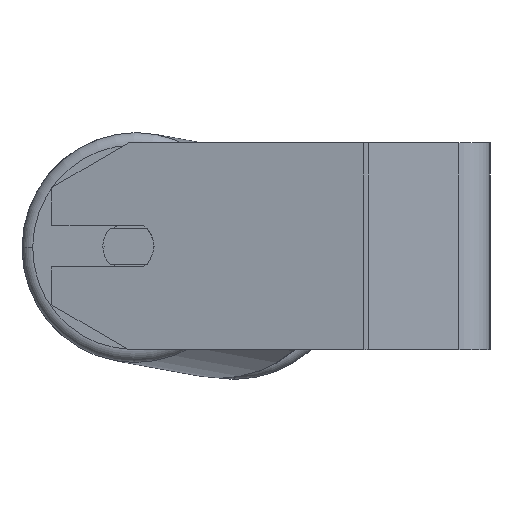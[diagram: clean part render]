
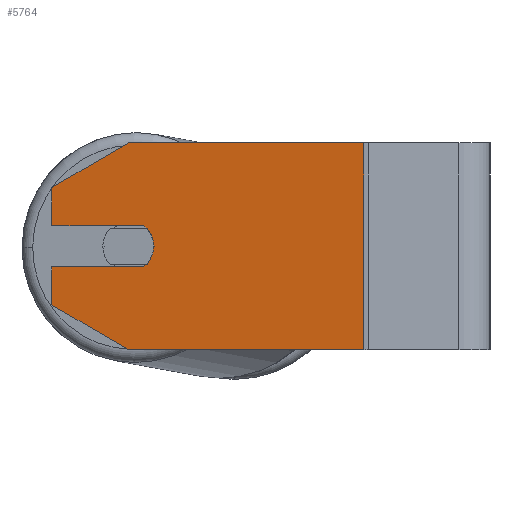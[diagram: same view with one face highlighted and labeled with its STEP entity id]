
A CAD part, left-side view. The second image highlights one B-rep face of the part: STEP entity #5764.
In plain terms, the highlighted planar face has unit normal (-0.985, 0.174, 0).
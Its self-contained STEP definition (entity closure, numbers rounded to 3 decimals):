
#5 = EDGE_CURVE ( 'NONE', #6879, #8577, #3314, .T. ) ;
#107 = CARTESIAN_POINT ( 'NONE',  ( -344.803, 134.065, -8. ) ) ;
#325 = CARTESIAN_POINT ( 'NONE',  ( -343.761, 139.974, 0. ) ) ;
#327 = CARTESIAN_POINT ( 'NONE',  ( -344.803, 134.065, 8. ) ) ;
#426 = ORIENTED_EDGE ( 'NONE', *, *, #6002, .F. ) ;
#699 = EDGE_CURVE ( 'NONE', #6285, #6722, #1102, .T. ) ;
#843 = VERTEX_POINT ( 'NONE', #3476 ) ;
#1102 = LINE ( 'NONE', #6522, #6007 ) ;
#1293 = EDGE_CURVE ( 'NONE', #6546, #7820, #4833, .T. ) ;
#1348 = ORIENTED_EDGE ( 'NONE', *, *, #5, .T. ) ;
#1493 = EDGE_LOOP ( 'NONE', ( #426, #2331, #4780, #1348, #3536, #5198, #3167, #1689, #5076, #2654, #6020 ) ) ;
#1689 = ORIENTED_EDGE ( 'NONE', *, *, #2864, .T. ) ;
#1721 = FACE_OUTER_BOUND ( 'NONE', #1493, .T. ) ;
#1912 = VECTOR ( 'NONE', #4298, 1000. ) ;
#2014 = DIRECTION ( 'NONE',  ( -0.174, -0.985, 0. ) ) ;
#2321 = DIRECTION ( 'NONE',  ( -0.174, -0.985, 0. ) ) ;
#2331 = ORIENTED_EDGE ( 'NONE', *, *, #1293, .F. ) ;
#2481 = VECTOR ( 'NONE', #3098, 1000. ) ;
#2490 = DIRECTION ( 'NONE',  ( -0.174, -0.985, 0. ) ) ;
#2646 = LINE ( 'NONE', #6727, #7445 ) ;
#2654 = ORIENTED_EDGE ( 'NONE', *, *, #8271, .F. ) ;
#2701 = EDGE_CURVE ( 'NONE', #4935, #6243, #2917, .T. ) ;
#2806 = DIRECTION ( 'NONE',  ( -0.174, -0.985, 0. ) ) ;
#2864 = EDGE_CURVE ( 'NONE', #8164, #4935, #7682, .T. ) ;
#2917 = LINE ( 'NONE', #5642, #1912 ) ;
#3046 = DIRECTION ( 'NONE',  ( -0.985, 0.174, 0. ) ) ;
#3098 = DIRECTION ( 'NONE',  ( 0.15, 0.853, -0.5 ) ) ;
#3146 = VERTEX_POINT ( 'NONE', #4503 ) ;
#3167 = ORIENTED_EDGE ( 'NONE', *, *, #4122, .F. ) ;
#3274 = DIRECTION ( 'NONE',  ( -0.15, -0.853, -0.5 ) ) ;
#3314 = LINE ( 'NONE', #8613, #6017 ) ;
#3476 = CARTESIAN_POINT ( 'NONE',  ( -345.498, 130.125, 0. ) ) ;
#3536 = ORIENTED_EDGE ( 'NONE', *, *, #3764, .T. ) ;
#3570 = CARTESIAN_POINT ( 'NONE',  ( -343.761, 139.974, 0. ) ) ;
#3677 = LINE ( 'NONE', #5002, #4788 ) ;
#3712 = CARTESIAN_POINT ( 'NONE',  ( -338.552, 169.518, 22.679 ) ) ;
#3764 = EDGE_CURVE ( 'NONE', #8577, #6722, #2646, .T. ) ;
#3890 = VECTOR ( 'NONE', #6265, 1000. ) ;
#4122 = EDGE_CURVE ( 'NONE', #8164, #6285, #3677, .T. ) ;
#4273 = CARTESIAN_POINT ( 'NONE',  ( -338.552, 169.518, 40. ) ) ;
#4298 = DIRECTION ( 'NONE',  ( 0., 0., -1. ) ) ;
#4411 = CARTESIAN_POINT ( 'NONE',  ( -338.552, 169.518, 40. ) ) ;
#4503 = CARTESIAN_POINT ( 'NONE',  ( -344.803, 134.065, 8. ) ) ;
#4568 = CARTESIAN_POINT ( 'NONE',  ( -338.552, 169.518, 8. ) ) ;
#4654 = CARTESIAN_POINT ( 'NONE',  ( -343.761, 139.974, -40. ) ) ;
#4780 = ORIENTED_EDGE ( 'NONE', *, *, #8479, .T. ) ;
#4788 = VECTOR ( 'NONE', #7686, 1000. ) ;
#4833 = LINE ( 'NONE', #107, #8401 ) ;
#4878 = AXIS2_PLACEMENT_3D ( 'NONE', #3570, #7061, #2490 ) ;
#4935 = VERTEX_POINT ( 'NONE', #8319 ) ;
#5002 = CARTESIAN_POINT ( 'NONE',  ( -338.552, 169.518, 40. ) ) ;
#5039 = VECTOR ( 'NONE', #7776, 1000. ) ;
#5076 = ORIENTED_EDGE ( 'NONE', *, *, #2701, .T. ) ;
#5198 = ORIENTED_EDGE ( 'NONE', *, *, #699, .F. ) ;
#5642 = CARTESIAN_POINT ( 'NONE',  ( -338.552, 169.518, 40. ) ) ;
#5764 = ADVANCED_FACE ( 'NONE', ( #1721 ), #7760, .F. ) ;
#5861 = DIRECTION ( 'NONE',  ( 0., 0., -1. ) ) ;
#6002 = EDGE_CURVE ( 'NONE', #7820, #843, #7886, .T. ) ;
#6007 = VECTOR ( 'NONE', #5861, 1000. ) ;
#6017 = VECTOR ( 'NONE', #3274, 1000. ) ;
#6020 = ORIENTED_EDGE ( 'NONE', *, *, #8551, .F. ) ;
#6243 = VERTEX_POINT ( 'NONE', #4568 ) ;
#6265 = DIRECTION ( 'NONE',  ( 0., 0., -1. ) ) ;
#6285 = VERTEX_POINT ( 'NONE', #7340 ) ;
#6522 = CARTESIAN_POINT ( 'NONE',  ( -359.818, 48.912, 40. ) ) ;
#6546 = VERTEX_POINT ( 'NONE', #8433 ) ;
#6722 = VERTEX_POINT ( 'NONE', #7987 ) ;
#6727 = CARTESIAN_POINT ( 'NONE',  ( -338.552, 169.518, -40. ) ) ;
#6879 = VERTEX_POINT ( 'NONE', #7772 ) ;
#7061 = DIRECTION ( 'NONE',  ( -0.985, 0.174, 0. ) ) ;
#7072 = LINE ( 'NONE', #327, #5039 ) ;
#7093 = DIRECTION ( 'NONE',  ( 0.174, 0.985, 0. ) ) ;
#7178 = AXIS2_PLACEMENT_3D ( 'NONE', #4411, #8293, #7093 ) ;
#7340 = CARTESIAN_POINT ( 'NONE',  ( -359.818, 48.912, 40. ) ) ;
#7396 = CARTESIAN_POINT ( 'NONE',  ( -344.803, 134.065, -8. ) ) ;
#7445 = VECTOR ( 'NONE', #2014, 1000. ) ;
#7458 = AXIS2_PLACEMENT_3D ( 'NONE', #325, #3046, #2321 ) ;
#7682 = LINE ( 'NONE', #3712, #2481 ) ;
#7686 = DIRECTION ( 'NONE',  ( -0.174, -0.985, 0. ) ) ;
#7760 = PLANE ( 'NONE',  #7178 ) ;
#7772 = CARTESIAN_POINT ( 'NONE',  ( -338.552, 169.518, -22.679 ) ) ;
#7776 = DIRECTION ( 'NONE',  ( 0.174, 0.985, 0. ) ) ;
#7820 = VERTEX_POINT ( 'NONE', #7396 ) ;
#7886 = CIRCLE ( 'NONE', #7458, 10. ) ;
#7978 = CIRCLE ( 'NONE', #4878, 10. ) ;
#7987 = CARTESIAN_POINT ( 'NONE',  ( -359.818, 48.912, -40. ) ) ;
#8035 = CARTESIAN_POINT ( 'NONE',  ( -343.761, 139.974, 40. ) ) ;
#8164 = VERTEX_POINT ( 'NONE', #8035 ) ;
#8271 = EDGE_CURVE ( 'NONE', #3146, #6243, #7072, .T. ) ;
#8293 = DIRECTION ( 'NONE',  ( 0.985, -0.174, 0. ) ) ;
#8319 = CARTESIAN_POINT ( 'NONE',  ( -338.552, 169.518, 22.679 ) ) ;
#8351 = LINE ( 'NONE', #4273, #3890 ) ;
#8401 = VECTOR ( 'NONE', #2806, 1000. ) ;
#8433 = CARTESIAN_POINT ( 'NONE',  ( -338.552, 169.518, -8. ) ) ;
#8479 = EDGE_CURVE ( 'NONE', #6546, #6879, #8351, .T. ) ;
#8551 = EDGE_CURVE ( 'NONE', #843, #3146, #7978, .T. ) ;
#8577 = VERTEX_POINT ( 'NONE', #4654 ) ;
#8613 = CARTESIAN_POINT ( 'NONE',  ( -343.761, 139.974, -40. ) ) ;
